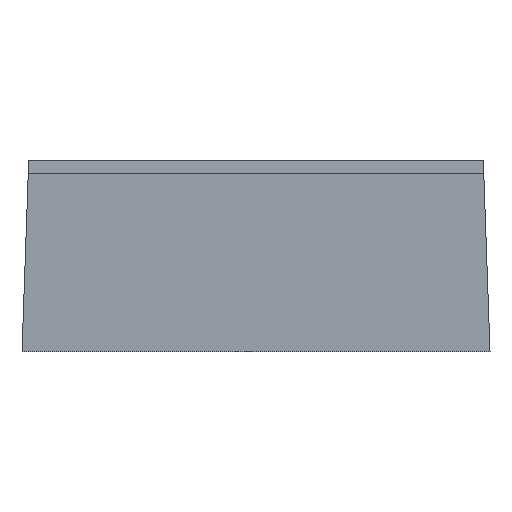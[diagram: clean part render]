
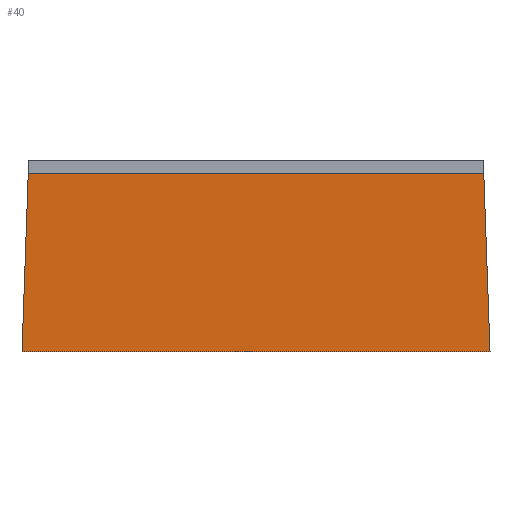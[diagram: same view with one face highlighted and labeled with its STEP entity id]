
A CAD part, left-side view. The second image highlights one B-rep face of the part: STEP entity #40.
In plain terms, the highlighted planar face has unit normal (-0.999, 0, -0.035).
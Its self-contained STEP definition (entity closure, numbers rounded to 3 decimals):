
#40=ADVANCED_FACE('',(#60),#50,.T.);
#50=PLANE('',#217);
#60=FACE_OUTER_BOUND('',#70,.T.);
#70=EDGE_LOOP('',(#98,#99,#100,#101));
#98=ORIENTED_EDGE('',*,*,#153,.F.);
#99=ORIENTED_EDGE('',*,*,#158,.F.);
#100=ORIENTED_EDGE('',*,*,#141,.T.);
#101=ORIENTED_EDGE('',*,*,#159,.T.);
#123=VERTEX_POINT('',#270);
#125=VERTEX_POINT('',#274);
#134=VERTEX_POINT('',#296);
#137=VERTEX_POINT('',#301);
#141=EDGE_CURVE('',#123,#125,#165,.T.);
#153=EDGE_CURVE('',#137,#134,#177,.T.);
#158=EDGE_CURVE('',#123,#137,#182,.T.);
#159=EDGE_CURVE('',#125,#134,#183,.T.);
#165=LINE('',#275,#189);
#177=LINE('',#302,#201);
#182=LINE('',#310,#206);
#183=LINE('',#311,#207);
#189=VECTOR('',#226,1.);
#201=VECTOR('',#244,1.);
#206=VECTOR('',#255,1.);
#207=VECTOR('',#256,1.);
#217=AXIS2_PLACEMENT_3D('',#312,#257,#258);
#226=DIRECTION('',(0.,-1.,0.));
#244=DIRECTION('',(0.,-1.,0.));
#255=DIRECTION('',(-0.035,-0.035,0.999));
#256=DIRECTION('',(-0.035,0.035,0.999));
#257=DIRECTION('',(-0.999,0.,-0.035));
#258=DIRECTION('',(0.035,0.,-0.999));
#270=CARTESIAN_POINT('',(-1.257,21.339,0.001));
#274=CARTESIAN_POINT('',(-1.257,-21.37,0.001));
#275=CARTESIAN_POINT('',(-1.257,-20.759,0.001));
#296=CARTESIAN_POINT('',(-1.826,-20.8,16.301));
#301=CARTESIAN_POINT('',(-1.826,20.769,16.301));
#302=CARTESIAN_POINT('',(-1.826,-20.759,16.301));
#310=CARTESIAN_POINT('',(-1.879,20.716,17.827));
#311=CARTESIAN_POINT('',(-1.879,-20.747,17.827));
#312=CARTESIAN_POINT('',(-1.267,-20.759,0.29));
